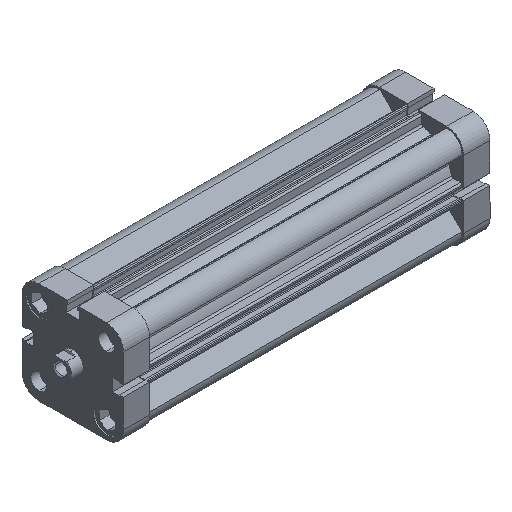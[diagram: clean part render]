
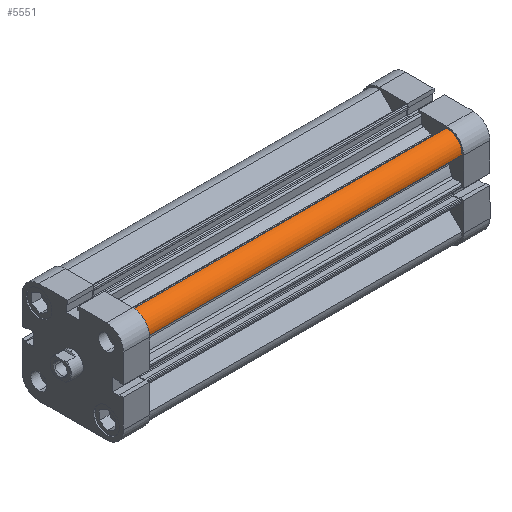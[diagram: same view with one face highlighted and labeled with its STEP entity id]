
A CAD part, isometric view. The second image highlights one B-rep face of the part: STEP entity #5551.
In plain terms, the highlighted cylindrical face has radius 8.5 mm (diameter 17 mm), a partial arc.
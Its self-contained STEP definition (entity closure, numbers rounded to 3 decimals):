
#694 = EDGE_CURVE ( 'NONE', #9160, #9159, #3029, .T. ) ;
#747 = EDGE_CURVE ( 'NONE', #9056, #9159, #3107, .T. ) ;
#761 = EDGE_CURVE ( 'NONE', #9055, #9160, #3135, .T. ) ;
#1431 = EDGE_CURVE ( 'NONE', #9055, #9056, #4257, .T. ) ;
#1484 = AXIS2_PLACEMENT_3D ( 'NONE', #9804, #9812, #9813 ) ;
#1707 = AXIS2_PLACEMENT_3D ( 'NONE', #6887, #6896, #6897 ) ;
#1874 = AXIS2_PLACEMENT_3D ( 'NONE', #7443, #7432, #7435 ) ;
#1983 = ORIENTED_EDGE ( 'NONE', *, *, #694, .T. ) ;
#1984 = ORIENTED_EDGE ( 'NONE', *, *, #747, .F. ) ;
#1985 = ORIENTED_EDGE ( 'NONE', *, *, #1431, .F. ) ;
#1986 = ORIENTED_EDGE ( 'NONE', *, *, #761, .T. ) ;
#3029 = CIRCLE ( 'NONE', #1484, 8.5 ) ;
#3107 = LINE ( 'NONE', #9937, #3108 ) ;
#3108 = VECTOR ( 'NONE', #9938, 1000. ) ;
#3135 = LINE ( 'NONE', #9965, #3136 ) ;
#3136 = VECTOR ( 'NONE', #9966, 1000. ) ;
#4257 = CIRCLE ( 'NONE', #1707, 8.5 ) ;
#4663 = EDGE_LOOP ( 'NONE', ( #1983, #1984, #1985, #1986 ) ) ;
#4870 = CARTESIAN_POINT ( 'NONE',  ( 18.654, -27.493, 176.5 ) ) ;
#4879 = CARTESIAN_POINT ( 'NONE',  ( 27.493, -18.654, 176.5 ) ) ;
#4981 = CARTESIAN_POINT ( 'NONE',  ( 27.493, -18.654, 0. ) ) ;
#4982 = CARTESIAN_POINT ( 'NONE',  ( 18.654, -27.493, 0. ) ) ;
#5551 = ADVANCED_FACE ( 'NONE', ( #8453 ), #8455, .T. ) ;
#6887 = CARTESIAN_POINT ( 'NONE',  ( 19., -19., 176.5 ) ) ;
#6896 = DIRECTION ( 'NONE',  ( 0., 0., 1. ) ) ;
#6897 = DIRECTION ( 'NONE',  ( -1., 0., 0. ) ) ;
#7432 = DIRECTION ( 'NONE',  ( 0., 0., -1. ) ) ;
#7435 = DIRECTION ( 'NONE',  ( -1., 0., 0. ) ) ;
#7443 = CARTESIAN_POINT ( 'NONE',  ( 19., -19., 176.5 ) ) ;
#8453 = FACE_OUTER_BOUND ( 'NONE', #4663, .T. ) ;
#8455 = CYLINDRICAL_SURFACE ( 'NONE', #1874, 8.5 ) ;
#9055 = VERTEX_POINT ( 'NONE', #4870 ) ;
#9056 = VERTEX_POINT ( 'NONE', #4879 ) ;
#9159 = VERTEX_POINT ( 'NONE', #4981 ) ;
#9160 = VERTEX_POINT ( 'NONE', #4982 ) ;
#9804 = CARTESIAN_POINT ( 'NONE',  ( 19., -19., 0. ) ) ;
#9812 = DIRECTION ( 'NONE',  ( 0., 0., 1. ) ) ;
#9813 = DIRECTION ( 'NONE',  ( -1., 0., 0. ) ) ;
#9937 = CARTESIAN_POINT ( 'NONE',  ( 27.493, -18.654, 176.5 ) ) ;
#9938 = DIRECTION ( 'NONE',  ( 0., 0., -1. ) ) ;
#9965 = CARTESIAN_POINT ( 'NONE',  ( 18.654, -27.493, 176.5 ) ) ;
#9966 = DIRECTION ( 'NONE',  ( 0., 0., -1. ) ) ;
